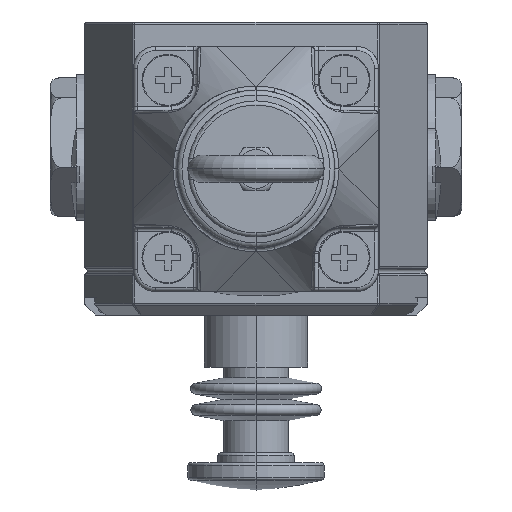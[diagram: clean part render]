
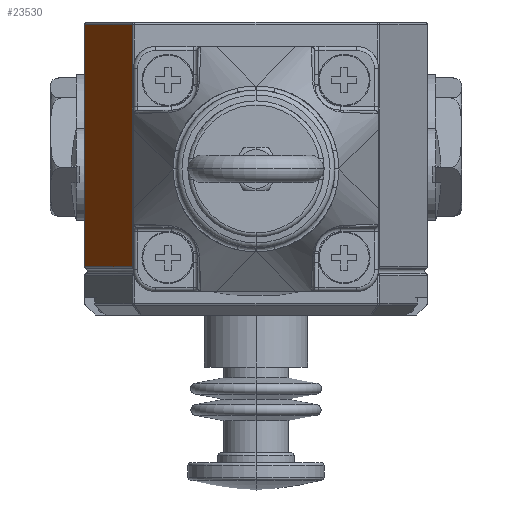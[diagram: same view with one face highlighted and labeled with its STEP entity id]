
A CAD part, front view. The second image highlights one B-rep face of the part: STEP entity #23530.
In plain terms, the highlighted planar face has unit normal (-0.928, -0.373, 0).
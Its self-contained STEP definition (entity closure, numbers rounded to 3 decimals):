
#96 = DIRECTION ( 'NONE',  ( 0., 0., -1. ) ) ;
#757 = VECTOR ( 'NONE', #21194, 1000. ) ;
#3294 = ORIENTED_EDGE ( 'NONE', *, *, #20420, .T. ) ;
#4248 = VERTEX_POINT ( 'NONE', #8565 ) ;
#4614 = CARTESIAN_POINT ( 'NONE',  ( -31.5, 22.03, 83.49 ) ) ;
#5545 = VECTOR ( 'NONE', #9510, 1000. ) ;
#5942 = EDGE_CURVE ( 'NONE', #10006, #13368, #6380, .T. ) ;
#6380 = LINE ( 'NONE', #7869, #757 ) ;
#6882 = DIRECTION ( 'NONE',  ( -0.373, 0.928, 0. ) ) ;
#7293 = VECTOR ( 'NONE', #96, 1000. ) ;
#7869 = CARTESIAN_POINT ( 'NONE',  ( -31.5, 22.03, 26.5 ) ) ;
#8565 = CARTESIAN_POINT ( 'NONE',  ( -31.464, 21.94, -17.934 ) ) ;
#9510 = DIRECTION ( 'NONE',  ( 0., 0., 1. ) ) ;
#10006 = VERTEX_POINT ( 'NONE', #18740 ) ;
#10525 = LINE ( 'NONE', #15131, #5545 ) ;
#10544 = CARTESIAN_POINT ( 'NONE',  ( -22.761, 0.313, -17.934 ) ) ;
#11208 = ORIENTED_EDGE ( 'NONE', *, *, #20934, .T. ) ;
#11584 = DIRECTION ( 'NONE',  ( 0.373, -0.928, 0. ) ) ;
#11866 = VERTEX_POINT ( 'NONE', #10544 ) ;
#12287 = LINE ( 'NONE', #16936, #7293 ) ;
#13368 = VERTEX_POINT ( 'NONE', #14868 ) ;
#14868 = CARTESIAN_POINT ( 'NONE',  ( -31.464, 21.94, 26.5 ) ) ;
#15079 = ORIENTED_EDGE ( 'NONE', *, *, #5942, .T. ) ;
#15131 = CARTESIAN_POINT ( 'NONE',  ( -22.761, 0.313, 27. ) ) ;
#15373 = CARTESIAN_POINT ( 'NONE',  ( -31.5, 22.03, -17.934 ) ) ;
#15387 = AXIS2_PLACEMENT_3D ( 'NONE', #4614, #17809, #6882 ) ;
#16936 = CARTESIAN_POINT ( 'NONE',  ( -31.464, 21.94, 83.49 ) ) ;
#17809 = DIRECTION ( 'NONE',  ( 0.928, 0.373, 0. ) ) ;
#17902 = FACE_OUTER_BOUND ( 'NONE', #22569, .T. ) ;
#18296 = EDGE_CURVE ( 'NONE', #4248, #11866, #18795, .T. ) ;
#18740 = CARTESIAN_POINT ( 'NONE',  ( -22.761, 0.313, 26.5 ) ) ;
#18795 = LINE ( 'NONE', #15373, #24323 ) ;
#20420 = EDGE_CURVE ( 'NONE', #11866, #10006, #10525, .T. ) ;
#20934 = EDGE_CURVE ( 'NONE', #13368, #4248, #12287, .T. ) ;
#21194 = DIRECTION ( 'NONE',  ( -0.373, 0.928, 0. ) ) ;
#22071 = ORIENTED_EDGE ( 'NONE', *, *, #18296, .T. ) ;
#22569 = EDGE_LOOP ( 'NONE', ( #3294, #15079, #11208, #22071 ) ) ;
#23126 = PLANE ( 'NONE',  #15387 ) ;
#23530 = ADVANCED_FACE ( 'NONE', ( #17902 ), #23126, .F. ) ;
#24323 = VECTOR ( 'NONE', #11584, 1000. ) ;
